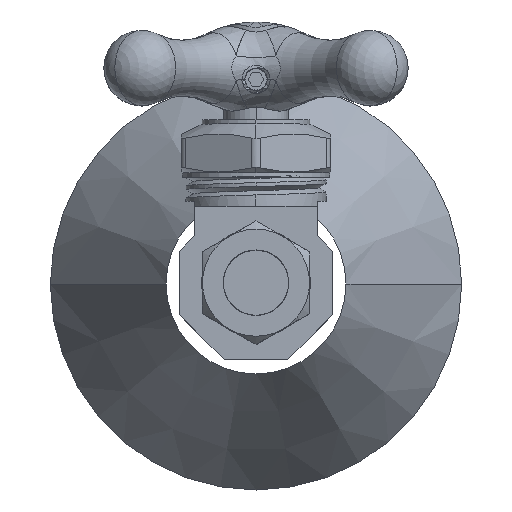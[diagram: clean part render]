
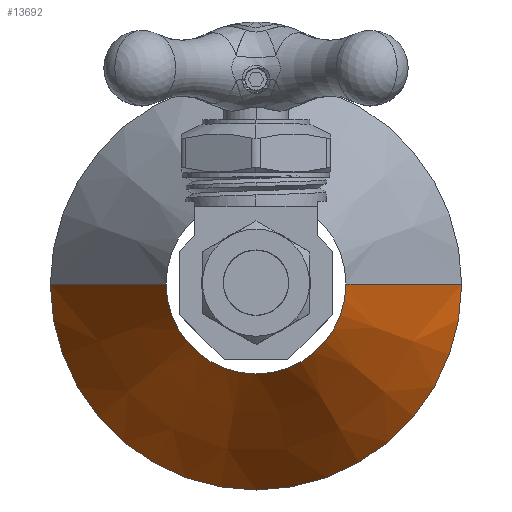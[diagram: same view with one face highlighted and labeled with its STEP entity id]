
A CAD part, top view. The second image highlights one B-rep face of the part: STEP entity #13692.
In plain terms, the highlighted conical face has half-angle 31.623 degrees and reference radius 21.907 mm.
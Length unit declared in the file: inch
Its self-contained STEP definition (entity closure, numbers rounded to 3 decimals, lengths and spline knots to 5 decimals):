
#13637=DIRECTION('',(0.524,0.,0.852));
#13638=VECTOR('',#13637,1.28737);
#13639=CARTESIAN_POINT('',(-1.2,0.,-4.5));
#13640=LINE('',#13639,#13638);
#13641=CARTESIAN_POINT('',(0.,0.,-3.40378));
#13642=DIRECTION('',(0.,0.,1.));
#13643=DIRECTION('',(-1.,0.,0.));
#13644=AXIS2_PLACEMENT_3D('',#13641,#13642,#13643);
#13646=DIRECTION('',(0.524,0.,-0.852));
#13647=VECTOR('',#13646,1.28737);
#13648=CARTESIAN_POINT('',(0.525,0.,-3.40378));
#13649=LINE('',#13648,#13647);
#13650=CARTESIAN_POINT('',(0.,0.,-4.5));
#13651=DIRECTION('',(0.,0.,-1.));
#13652=DIRECTION('',(1.,0.,0.));
#13653=AXIS2_PLACEMENT_3D('',#13650,#13651,#13652);
#13655=CARTESIAN_POINT('',(0.525,0.,-3.40378));
#13656=CARTESIAN_POINT('',(-0.525,0.,-3.40378));
#13657=VERTEX_POINT('',#13655);
#13658=VERTEX_POINT('',#13656);
#13659=CARTESIAN_POINT('',(1.2,0.,-4.5));
#13660=CARTESIAN_POINT('',(-1.2,0.,-4.5));
#13661=VERTEX_POINT('',#13659);
#13662=VERTEX_POINT('',#13660);
#13679=CARTESIAN_POINT('',(0.,0.,-3.95189));
#13680=DIRECTION('',(0.,0.,-1.));
#13681=DIRECTION('',(1.,0.,0.));
#13682=AXIS2_PLACEMENT_3D('',#13679,#13680,#13681);
#13683=CONICAL_SURFACE('',#13682,0.8625,31.623);
#13684=ORIENTED_EDGE('',*,*,#13668,.T.);
#13686=ORIENTED_EDGE('',*,*,#13685,.T.);
#13687=ORIENTED_EDGE('',*,*,#13672,.T.);
#13689=ORIENTED_EDGE('',*,*,#13688,.T.);
#13690=EDGE_LOOP('',(#13684,#13686,#13687,#13689));
#13691=FACE_OUTER_BOUND('',#13690,.F.);
#13692=ADVANCED_FACE('',(#13691),#13683,.T.);
#13645=CIRCLE('',#13644,0.525);
#13654=CIRCLE('',#13653,1.2);
#13668=EDGE_CURVE('',#13662,#13658,#13640,.T.);
#13672=EDGE_CURVE('',#13657,#13661,#13649,.T.);
#13685=EDGE_CURVE('',#13658,#13657,#13645,.T.);
#13688=EDGE_CURVE('',#13661,#13662,#13654,.T.);
